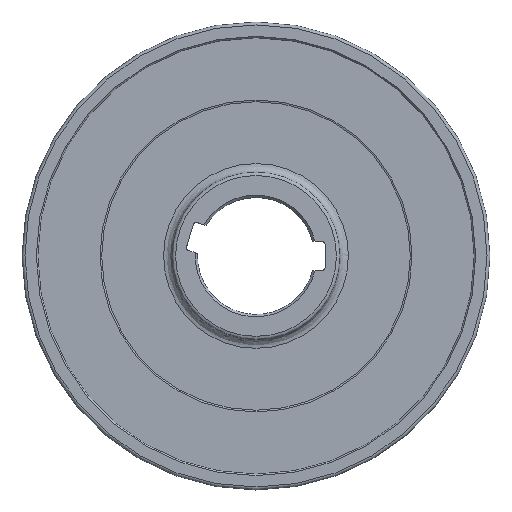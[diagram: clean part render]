
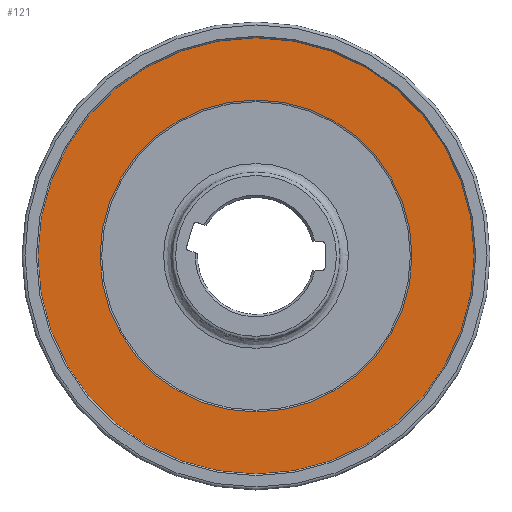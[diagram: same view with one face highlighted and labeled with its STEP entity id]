
A CAD part, top view. The second image highlights one B-rep face of the part: STEP entity #121.
In plain terms, the highlighted planar face has unit normal (0, 0, 1).
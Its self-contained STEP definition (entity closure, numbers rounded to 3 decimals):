
#121=ADVANCED_FACE('',(#191,#192),#154,.T.);
#154=PLANE('',#712);
#191=FACE_BOUND('',#245,.T.);
#192=FACE_BOUND('',#246,.T.);
#245=EDGE_LOOP('',(#368));
#246=EDGE_LOOP('',(#369));
#307=CIRCLE('',#710,75.53);
#308=CIRCLE('',#711,53.322);
#368=ORIENTED_EDGE('',*,*,#561,.T.);
#369=ORIENTED_EDGE('',*,*,#562,.F.);
#503=VERTEX_POINT('',#1041);
#504=VERTEX_POINT('',#1048);
#561=EDGE_CURVE('',#503,#503,#307,.T.);
#562=EDGE_CURVE('',#504,#504,#308,.T.);
#710=AXIS2_PLACEMENT_3D('',#1040,#831,#832);
#711=AXIS2_PLACEMENT_3D('',#1047,#834,#835);
#712=AXIS2_PLACEMENT_3D('',#1049,#836,#837);
#831=DIRECTION('',(0.,0.,1.));
#832=DIRECTION('',(1.,0.,0.));
#834=DIRECTION('',(0.,0.,1.));
#835=DIRECTION('',(1.,0.,0.));
#836=DIRECTION('',(0.,0.,1.));
#837=DIRECTION('',(-1.,0.,0.));
#1040=CARTESIAN_POINT('',(0.,0.,-3.246));
#1041=CARTESIAN_POINT('',(75.53,0.,-3.246));
#1047=CARTESIAN_POINT('',(0.,0.,-3.246));
#1048=CARTESIAN_POINT('',(53.322,0.,-3.246));
#1049=CARTESIAN_POINT('',(0.,53.322,-3.246));
